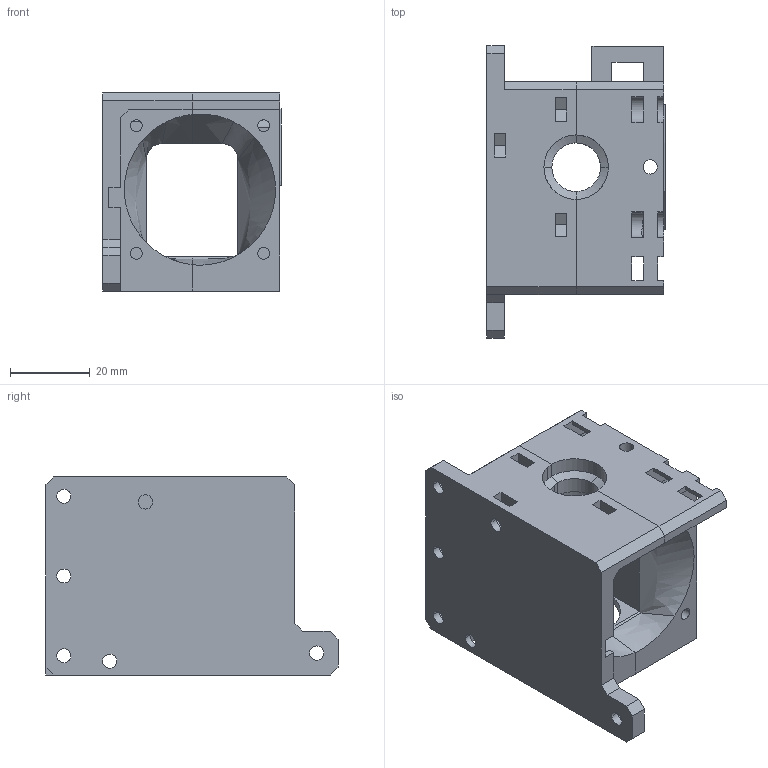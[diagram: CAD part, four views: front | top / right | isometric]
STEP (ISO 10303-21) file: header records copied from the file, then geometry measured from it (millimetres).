
FILE_DESCRIPTION(('STEP AP214'),'1');
FILE_NAME('X5S_Hotend.stp','2019-04-09T10:50:15',(' '),(' '),'Spatial InterOp 3D',' ',' ');
FILE_SCHEMA(('AUTOMOTIVE_DESIGN { 1 0 10303 214 1 1 1 1 }'));
Length unit declared in the file: metre
Products named in the file (4): X5S_Hotend; Mount; Cover; Back
Assembly tree (3 placements, depth 2):
  X5S_Hotend
    Mount
    Cover
    Back
Bounding box: 44.8 x 73.38 x 49.75 mm (x, y, z)
Volume: 48686.2 mm3; surface area: 24643.6 mm2
Topology: 3 solids, 3 shells, 321 faces, 902 edges, 598 vertices
Faces by surface type: plane 227, cylinder 76, bspline 10, cone 8
Entity records: 14168 total; most frequent: CARTESIAN_POINT 3037, ORIENTED_EDGE 1804, DIRECTION 1667, EDGE_CURVE 902, LINE 697, VECTOR 697, VERTEX_POINT 598, AXIS2_PLACEMENT_3D 485
